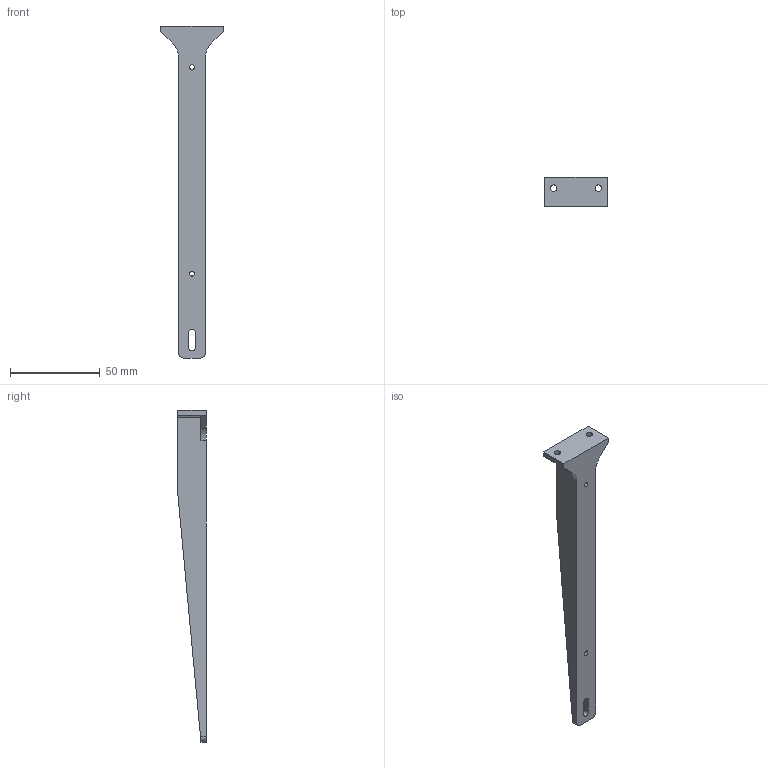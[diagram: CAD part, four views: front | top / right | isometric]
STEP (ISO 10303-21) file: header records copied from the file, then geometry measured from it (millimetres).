
FILE_DESCRIPTION (( 'STEP AP203' ), '1' );
FILE_NAME ('duet+duex_bracket_2020_extrusion_x4.step', '2018-08-16T17:01:12', ( '' ), ( '' ), 'SwSTEP 2.0', 'SolidWorks 2018', '' );
FILE_SCHEMA (( 'CONFIG_CONTROL_DESIGN' ));
Length unit declared in the file: millimetre
Products named in the file (1): duet+duex_bracket_2020_extrusion_x4
Bounding box: 35 x 16 x 185 mm (x, y, z)
Volume: 15811 mm3; surface area: 13965.7 mm2
Topology: 1 solids, 1 shells, 41 faces, 115 edges, 76 vertices
Faces by surface type: plane 22, cylinder 19
Entity records: 1428 total; most frequent: CARTESIAN_POINT 239, DIRECTION 235, ORIENTED_EDGE 230, EDGE_CURVE 115, AXIS2_PLACEMENT_3D 80, VERTEX_POINT 76, VECTOR 75, LINE 75
